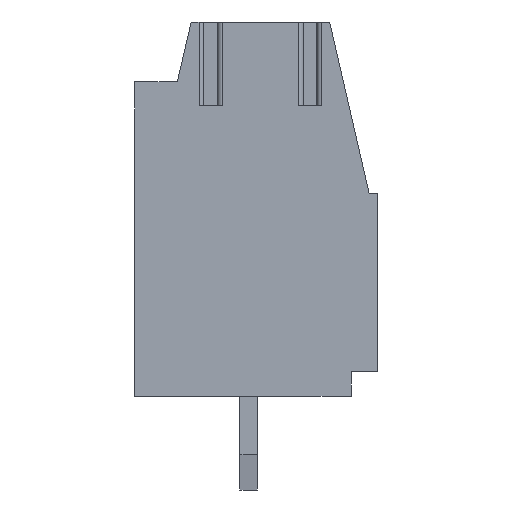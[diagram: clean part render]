
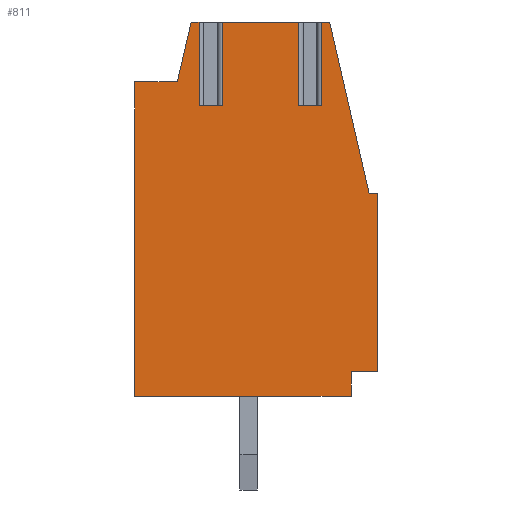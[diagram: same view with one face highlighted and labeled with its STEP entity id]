
A CAD part, left-side view. The second image highlights one B-rep face of the part: STEP entity #811.
In plain terms, the highlighted planar face has unit normal (-1, 0, 0).
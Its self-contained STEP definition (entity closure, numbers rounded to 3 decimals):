
#679=AXIS2_PLACEMENT_3D('Plane Axis2P3D',#676,#677,#678) ;
#533=CARTESIAN_POINT('Vertex',(0.,6.84,13.95)) ;
#536=CARTESIAN_POINT('Line Origine',(0.,6.603,14.975)) ;
#540=CARTESIAN_POINT('Vertex',(0.,6.367,16.)) ;
#661=CARTESIAN_POINT('Vertex',(0.,8.3,13.95)) ;
#664=CARTESIAN_POINT('Line Origine',(0.,7.57,13.95)) ;
#676=CARTESIAN_POINT('Axis2P3D Location',(0.,0.,0.)) ;
#681=CARTESIAN_POINT('Line Origine',(0.,4.,16.)) ;
#685=CARTESIAN_POINT('Vertex',(0.,2.695,16.)) ;
#687=CARTESIAN_POINT('Vertex',(0.,5.305,16.)) ;
#690=CARTESIAN_POINT('Line Origine',(0.,5.305,14.575)) ;
#694=CARTESIAN_POINT('Vertex',(0.,5.305,13.15)) ;
#697=CARTESIAN_POINT('Line Origine',(0.,5.7,13.15)) ;
#701=CARTESIAN_POINT('Vertex',(0.,6.095,13.15)) ;
#704=CARTESIAN_POINT('Line Origine',(0.,6.095,14.575)) ;
#708=CARTESIAN_POINT('Vertex',(0.,6.095,16.)) ;
#711=CARTESIAN_POINT('Line Origine',(0.,6.231,16.)) ;
#716=CARTESIAN_POINT('Line Origine',(0.,8.3,8.575)) ;
#720=CARTESIAN_POINT('Vertex',(0.,8.3,3.2)) ;
#723=CARTESIAN_POINT('Line Origine',(0.,4.6,3.2)) ;
#727=CARTESIAN_POINT('Vertex',(0.,0.9,3.2)) ;
#730=CARTESIAN_POINT('Line Origine',(0.,0.9,3.625)) ;
#734=CARTESIAN_POINT('Vertex',(0.,0.9,4.05)) ;
#737=CARTESIAN_POINT('Line Origine',(0.,0.45,4.05)) ;
#741=CARTESIAN_POINT('Vertex',(0.,0.,4.05)) ;
#744=CARTESIAN_POINT('Line Origine',(0.,0.,7.1)) ;
#748=CARTESIAN_POINT('Vertex',(0.,0.,10.15)) ;
#751=CARTESIAN_POINT('Line Origine',(0.,0.14,10.15)) ;
#755=CARTESIAN_POINT('Vertex',(0.,0.28,10.15)) ;
#758=CARTESIAN_POINT('Line Origine',(0.,0.955,13.075)) ;
#762=CARTESIAN_POINT('Vertex',(0.,1.631,16.)) ;
#765=CARTESIAN_POINT('Line Origine',(0.,1.768,16.)) ;
#769=CARTESIAN_POINT('Vertex',(0.,1.905,16.)) ;
#772=CARTESIAN_POINT('Line Origine',(0.,1.905,14.575)) ;
#776=CARTESIAN_POINT('Vertex',(0.,1.905,13.15)) ;
#779=CARTESIAN_POINT('Line Origine',(0.,2.3,13.15)) ;
#783=CARTESIAN_POINT('Vertex',(0.,2.695,13.15)) ;
#786=CARTESIAN_POINT('Line Origine',(0.,2.695,14.575)) ;
#537=DIRECTION('Vector Direction',(0.,-0.225,0.974)) ;
#665=DIRECTION('Vector Direction',(0.,-1.,0.)) ;
#677=DIRECTION('Axis2P3D Direction',(-1.,0.,0.)) ;
#678=DIRECTION('Axis2P3D XDirection',(0.,0.,1.)) ;
#682=DIRECTION('Vector Direction',(0.,-1.,0.)) ;
#691=DIRECTION('Vector Direction',(0.,0.,-1.)) ;
#698=DIRECTION('Vector Direction',(0.,-1.,0.)) ;
#705=DIRECTION('Vector Direction',(0.,0.,-1.)) ;
#712=DIRECTION('Vector Direction',(0.,-1.,0.)) ;
#717=DIRECTION('Vector Direction',(0.,0.,1.)) ;
#724=DIRECTION('Vector Direction',(0.,1.,0.)) ;
#731=DIRECTION('Vector Direction',(0.,0.,-1.)) ;
#738=DIRECTION('Vector Direction',(0.,1.,0.)) ;
#745=DIRECTION('Vector Direction',(0.,0.,-1.)) ;
#752=DIRECTION('Vector Direction',(0.,-1.,0.)) ;
#759=DIRECTION('Vector Direction',(0.,-0.225,-0.974)) ;
#766=DIRECTION('Vector Direction',(0.,-1.,0.)) ;
#773=DIRECTION('Vector Direction',(0.,0.,-1.)) ;
#780=DIRECTION('Vector Direction',(0.,1.,0.)) ;
#787=DIRECTION('Vector Direction',(0.,0.,-1.)) ;
#538=VECTOR('Line Direction',#537,1.) ;
#666=VECTOR('Line Direction',#665,1.) ;
#683=VECTOR('Line Direction',#682,1.) ;
#692=VECTOR('Line Direction',#691,1.) ;
#699=VECTOR('Line Direction',#698,1.) ;
#706=VECTOR('Line Direction',#705,1.) ;
#713=VECTOR('Line Direction',#712,1.) ;
#718=VECTOR('Line Direction',#717,1.) ;
#725=VECTOR('Line Direction',#724,1.) ;
#732=VECTOR('Line Direction',#731,1.) ;
#739=VECTOR('Line Direction',#738,1.) ;
#746=VECTOR('Line Direction',#745,1.) ;
#753=VECTOR('Line Direction',#752,1.) ;
#760=VECTOR('Line Direction',#759,1.) ;
#767=VECTOR('Line Direction',#766,1.) ;
#774=VECTOR('Line Direction',#773,1.) ;
#781=VECTOR('Line Direction',#780,1.) ;
#788=VECTOR('Line Direction',#787,1.) ;
#792=ORIENTED_EDGE('',*,*,#689,.T.) ;
#793=ORIENTED_EDGE('',*,*,#696,.T.) ;
#794=ORIENTED_EDGE('',*,*,#703,.F.) ;
#795=ORIENTED_EDGE('',*,*,#710,.F.) ;
#796=ORIENTED_EDGE('',*,*,#715,.T.) ;
#797=ORIENTED_EDGE('',*,*,#542,.T.) ;
#798=ORIENTED_EDGE('',*,*,#668,.T.) ;
#799=ORIENTED_EDGE('',*,*,#722,.T.) ;
#800=ORIENTED_EDGE('',*,*,#729,.T.) ;
#801=ORIENTED_EDGE('',*,*,#736,.T.) ;
#802=ORIENTED_EDGE('',*,*,#743,.T.) ;
#803=ORIENTED_EDGE('',*,*,#750,.T.) ;
#804=ORIENTED_EDGE('',*,*,#757,.T.) ;
#805=ORIENTED_EDGE('',*,*,#764,.T.) ;
#806=ORIENTED_EDGE('',*,*,#771,.T.) ;
#807=ORIENTED_EDGE('',*,*,#778,.T.) ;
#808=ORIENTED_EDGE('',*,*,#785,.F.) ;
#809=ORIENTED_EDGE('',*,*,#790,.F.) ;
#811=ADVANCED_FACE('HOUSING',(#810),#680,.T.) ;
#542=EDGE_CURVE('',#541,#534,#539,.F.) ;
#668=EDGE_CURVE('',#534,#662,#667,.F.) ;
#689=EDGE_CURVE('',#686,#688,#684,.F.) ;
#696=EDGE_CURVE('',#688,#695,#693,.T.) ;
#703=EDGE_CURVE('',#702,#695,#700,.T.) ;
#710=EDGE_CURVE('',#709,#702,#707,.T.) ;
#715=EDGE_CURVE('',#709,#541,#714,.F.) ;
#722=EDGE_CURVE('',#662,#721,#719,.F.) ;
#729=EDGE_CURVE('',#721,#728,#726,.F.) ;
#736=EDGE_CURVE('',#728,#735,#733,.F.) ;
#743=EDGE_CURVE('',#735,#742,#740,.F.) ;
#750=EDGE_CURVE('',#742,#749,#747,.F.) ;
#757=EDGE_CURVE('',#749,#756,#754,.F.) ;
#764=EDGE_CURVE('',#756,#763,#761,.F.) ;
#771=EDGE_CURVE('',#763,#770,#768,.F.) ;
#778=EDGE_CURVE('',#770,#777,#775,.T.) ;
#785=EDGE_CURVE('',#784,#777,#782,.F.) ;
#790=EDGE_CURVE('',#686,#784,#789,.T.) ;
#791=EDGE_LOOP('',(#792,#793,#794,#795,#796,#797,#798,#799,#800,#801,#802,#803,#804,#805,#806,#807,#808,#809)) ;
#810=FACE_OUTER_BOUND('',#791,.T.) ;
#539=LINE('Line',#536,#538) ;
#667=LINE('Line',#664,#666) ;
#684=LINE('Line',#681,#683) ;
#693=LINE('Line',#690,#692) ;
#700=LINE('Line',#697,#699) ;
#707=LINE('Line',#704,#706) ;
#714=LINE('Line',#711,#713) ;
#719=LINE('Line',#716,#718) ;
#726=LINE('Line',#723,#725) ;
#733=LINE('Line',#730,#732) ;
#740=LINE('Line',#737,#739) ;
#747=LINE('Line',#744,#746) ;
#754=LINE('Line',#751,#753) ;
#761=LINE('Line',#758,#760) ;
#768=LINE('Line',#765,#767) ;
#775=LINE('Line',#772,#774) ;
#782=LINE('Line',#779,#781) ;
#789=LINE('Line',#786,#788) ;
#680=PLANE('',#679) ;
#534=VERTEX_POINT('',#533) ;
#541=VERTEX_POINT('',#540) ;
#662=VERTEX_POINT('',#661) ;
#686=VERTEX_POINT('',#685) ;
#688=VERTEX_POINT('',#687) ;
#695=VERTEX_POINT('',#694) ;
#702=VERTEX_POINT('',#701) ;
#709=VERTEX_POINT('',#708) ;
#721=VERTEX_POINT('',#720) ;
#728=VERTEX_POINT('',#727) ;
#735=VERTEX_POINT('',#734) ;
#742=VERTEX_POINT('',#741) ;
#749=VERTEX_POINT('',#748) ;
#756=VERTEX_POINT('',#755) ;
#763=VERTEX_POINT('',#762) ;
#770=VERTEX_POINT('',#769) ;
#777=VERTEX_POINT('',#776) ;
#784=VERTEX_POINT('',#783) ;
